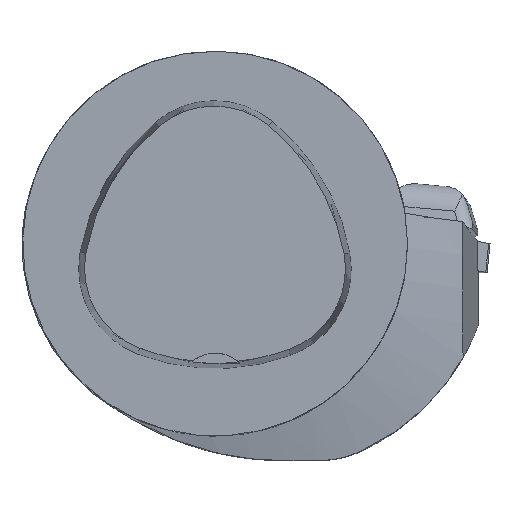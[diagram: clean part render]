
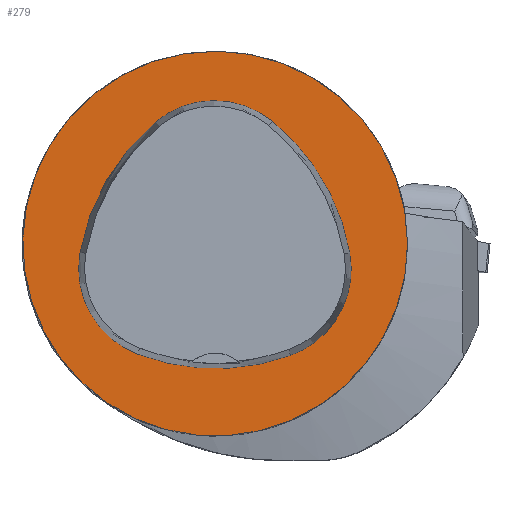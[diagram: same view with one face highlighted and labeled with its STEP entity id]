
A CAD part, top view. The second image highlights one B-rep face of the part: STEP entity #279.
In plain terms, the highlighted planar face has unit normal (0, 0, 1).
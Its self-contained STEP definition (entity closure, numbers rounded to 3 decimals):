
#279=ADVANCED_FACE('',(#691,#692),#355,.T.);
#355=PLANE('',#1902);
#691=FACE_BOUND('',#736,.T.);
#692=FACE_BOUND('',#737,.T.);
#736=EDGE_LOOP('',(#1000,#1001,#1002,#1003,#1004,#1005));
#737=EDGE_LOOP('',(#1006));
#1000=ORIENTED_EDGE('',*,*,#1575,.F.);
#1001=ORIENTED_EDGE('',*,*,#1570,.F.);
#1002=ORIENTED_EDGE('',*,*,#1565,.F.);
#1003=ORIENTED_EDGE('',*,*,#1562,.F.);
#1004=ORIENTED_EDGE('',*,*,#1559,.F.);
#1005=ORIENTED_EDGE('',*,*,#1555,.F.);
#1006=ORIENTED_EDGE('',*,*,#1538,.T.);
#1358=VERTEX_POINT('',#2780);
#1373=VERTEX_POINT('',#2839);
#1374=VERTEX_POINT('',#2840);
#1377=VERTEX_POINT('',#2848);
#1379=VERTEX_POINT('',#2854);
#1381=VERTEX_POINT('',#2860);
#1385=VERTEX_POINT('',#2873);
#1538=EDGE_CURVE('',#1358,#1358,#1699,.T.);
#1555=EDGE_CURVE('',#1373,#1374,#1701,.T.);
#1559=EDGE_CURVE('',#1374,#1377,#1703,.T.);
#1562=EDGE_CURVE('',#1377,#1379,#1705,.T.);
#1565=EDGE_CURVE('',#1379,#1381,#1707,.T.);
#1570=EDGE_CURVE('',#1381,#1385,#1710,.T.);
#1575=EDGE_CURVE('',#1385,#1373,#1713,.T.);
#1699=CIRCLE('',#1872,31.5);
#1701=CIRCLE('',#1880,36.);
#1703=CIRCLE('',#1883,15.);
#1705=CIRCLE('',#1886,36.);
#1707=CIRCLE('',#1889,15.);
#1710=CIRCLE('',#1893,36.);
#1713=CIRCLE('',#1897,15.);
#1872=AXIS2_PLACEMENT_3D('',#2779,#2171,#2172);
#1880=AXIS2_PLACEMENT_3D('',#2838,#2191,#2192);
#1883=AXIS2_PLACEMENT_3D('',#2847,#2199,#2200);
#1886=AXIS2_PLACEMENT_3D('',#2853,#2206,#2207);
#1889=AXIS2_PLACEMENT_3D('',#2859,#2213,#2214);
#1893=AXIS2_PLACEMENT_3D('',#2872,#2222,#2223);
#1897=AXIS2_PLACEMENT_3D('',#2885,#2231,#2232);
#1902=AXIS2_PLACEMENT_3D('',#2890,#2241,#2242);
#2171=DIRECTION('',(0.,0.,1.));
#2172=DIRECTION('',(1.,0.,0.));
#2191=DIRECTION('',(0.,0.,1.));
#2192=DIRECTION('',(1.,0.,0.));
#2199=DIRECTION('',(0.,0.,1.));
#2200=DIRECTION('',(1.,0.,0.));
#2206=DIRECTION('',(0.,0.,1.));
#2207=DIRECTION('',(1.,0.,0.));
#2213=DIRECTION('',(0.,0.,1.));
#2214=DIRECTION('',(1.,0.,0.));
#2222=DIRECTION('',(0.,0.,1.));
#2223=DIRECTION('',(1.,0.,0.));
#2231=DIRECTION('',(0.,0.,1.));
#2232=DIRECTION('',(1.,0.,0.));
#2241=DIRECTION('',(0.,0.,1.));
#2242=DIRECTION('',(-1.,0.,0.));
#2779=CARTESIAN_POINT('',(0.,0.,0.));
#2780=CARTESIAN_POINT('',(31.5,0.,0.));
#2838=CARTESIAN_POINT('',(-13.398,-7.893,0.));
#2839=CARTESIAN_POINT('',(22.041,-1.562,0.));
#2840=CARTESIAN_POINT('',(9.317,20.036,0.));
#2847=CARTESIAN_POINT('',(-0.148,8.399,0.));
#2848=CARTESIAN_POINT('',(-9.779,19.898,0.));
#2853=CARTESIAN_POINT('',(13.337,-7.7,0.));
#2854=CARTESIAN_POINT('',(-22.122,-1.48,0.));
#2859=CARTESIAN_POINT('',(-7.347,-4.071,0.));
#2860=CARTESIAN_POINT('',(-12.693,-18.087,0.));
#2872=CARTESIAN_POINT('',(0.137,15.55,0.));
#2873=CARTESIAN_POINT('',(12.373,-18.307,0.));
#2885=CARTESIAN_POINT('',(7.275,-4.2,0.));
#2890=CARTESIAN_POINT('',(0.,0.,0.));
